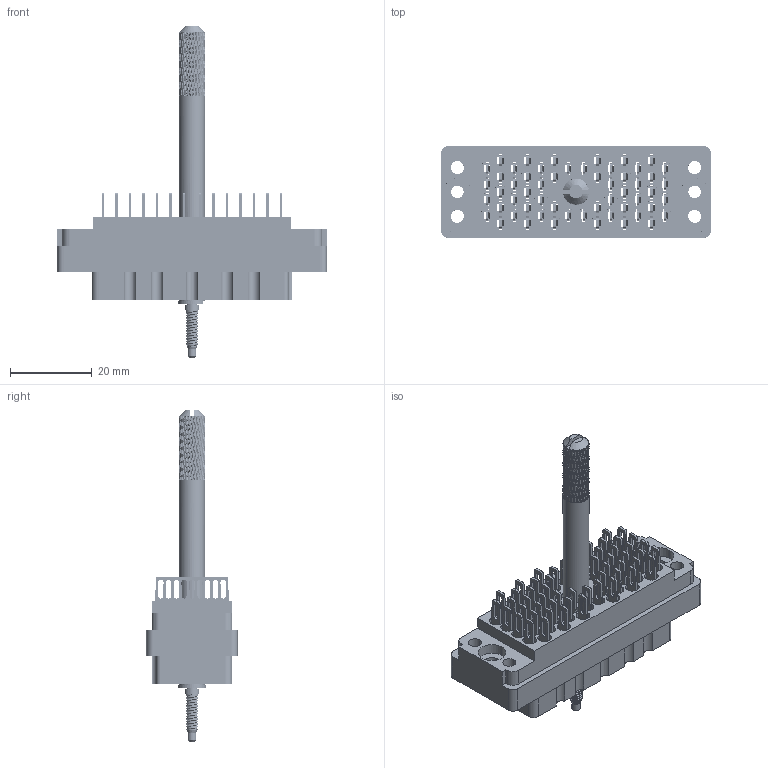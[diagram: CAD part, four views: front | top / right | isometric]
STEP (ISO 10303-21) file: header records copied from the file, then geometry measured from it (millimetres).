
FILE_DESCRIPTION (( 'STEP AP203' ), '1' );
FILE_NAME ('516-056-500-405.STEP', '2020-03-05T21:44:58', ( '' ), ( '' ), 'SwSTEP 2.0', 'SolidWorks 2016', '' );
FILE_SCHEMA (( 'CONFIG_CONTROL_DESIGN' ));
Length unit declared in the file: inch
Products named in the file (8): 516-292-001_500 Contact; 516-250-038-111; 516-056-500-405; 516-251-035-100; 516-253-138-107; Actuating Screw Assy 038-056; 516-253-035-100; 516 Part Receptacle_056
Assembly tree (63 placements, depth 3):
  516-056-500-405
    516 Part Receptacle_056
    516-292-001_500 Contact  x56
    Actuating Screw Assy 038-056
      516-251-035-100
      516-253-035-100  x2
      516-253-138-107
      516-250-038-111
Bounding box: 65.84 x 22.25 x 81.03 mm (x, y, z)
Volume: 18098.5 mm3; surface area: 31913.5 mm2
Topology: 62 solids, 62 shells, 6922 faces, 19060 edges, 12282 vertices
Faces by surface type: plane 3377, cylinder 2183, bspline 1342, cone 20
Entity records: 114090 total; most frequent: CARTESIAN_POINT 56443, ORIENTED_EDGE 13896, DIRECTION 9033, EDGE_CURVE 6948, VERTEX_POINT 4244, VECTOR 3031, LINE 3031, AXIS2_PLACEMENT_3D 3001
